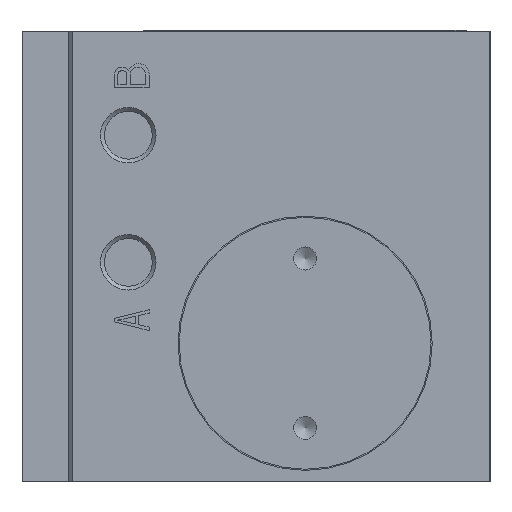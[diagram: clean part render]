
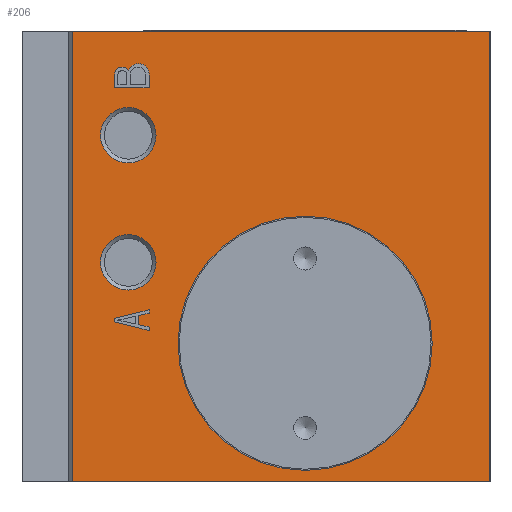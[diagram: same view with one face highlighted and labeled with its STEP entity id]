
A CAD part, left-side view. The second image highlights one B-rep face of the part: STEP entity #206.
In plain terms, the highlighted face is planar.
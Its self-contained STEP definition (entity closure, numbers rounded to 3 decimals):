
#206 = ADVANCED_FACE( '', ( #354, #355, #356, #357, #358, #359 ), #360, .F. );
#354 = FACE_BOUND( '', #733, .T. );
#355 = FACE_BOUND( '', #734, .T. );
#356 = FACE_BOUND( '', #735, .T. );
#357 = FACE_OUTER_BOUND( '', #736, .T. );
#358 = FACE_BOUND( '', #737, .T. );
#359 = FACE_BOUND( '', #738, .T. );
#360 = PLANE( '', #739 );
#733 = EDGE_LOOP( '', ( #1111, #1112, #1113, #1114, #1115 ) );
#734 = EDGE_LOOP( '', ( #1116 ) );
#735 = EDGE_LOOP( '', ( #1117 ) );
#736 = EDGE_LOOP( '', ( #1118, #1119, #1120, #1121 ) );
#737 = EDGE_LOOP( '', ( #1122 ) );
#738 = EDGE_LOOP( '', ( #1123, #1124, #1125, #1126, #1127, #1128, #1129, #1130 ) );
#739 = AXIS2_PLACEMENT_3D( '', #1131, #1132, #1133 );
#1111 = ORIENTED_EDGE( '', *, *, #2105, .F. );
#1112 = ORIENTED_EDGE( '', *, *, #2106, .F. );
#1113 = ORIENTED_EDGE( '', *, *, #2107, .F. );
#1114 = ORIENTED_EDGE( '', *, *, #2108, .F. );
#1115 = ORIENTED_EDGE( '', *, *, #2109, .F. );
#1116 = ORIENTED_EDGE( '', *, *, #2110, .T. );
#1117 = ORIENTED_EDGE( '', *, *, #2111, .F. );
#1118 = ORIENTED_EDGE( '', *, *, #2112, .T. );
#1119 = ORIENTED_EDGE( '', *, *, #2113, .F. );
#1120 = ORIENTED_EDGE( '', *, *, #2114, .F. );
#1121 = ORIENTED_EDGE( '', *, *, #2115, .T. );
#1122 = ORIENTED_EDGE( '', *, *, #2116, .F. );
#1123 = ORIENTED_EDGE( '', *, *, #2117, .T. );
#1124 = ORIENTED_EDGE( '', *, *, #2118, .T. );
#1125 = ORIENTED_EDGE( '', *, *, #2119, .T. );
#1126 = ORIENTED_EDGE( '', *, *, #2120, .T. );
#1127 = ORIENTED_EDGE( '', *, *, #2121, .T. );
#1128 = ORIENTED_EDGE( '', *, *, #2122, .T. );
#1129 = ORIENTED_EDGE( '', *, *, #2123, .T. );
#1130 = ORIENTED_EDGE( '', *, *, #2124, .T. );
#1131 = CARTESIAN_POINT( '', ( 19.5, 11.5, -50. ) );
#1132 = DIRECTION( '', ( 0., 0., 1. ) );
#1133 = DIRECTION( '', ( 1., 0., 0. ) );
#2105 = EDGE_CURVE( '', #2387, #2388, #2389, .T. );
#2106 = EDGE_CURVE( '', #2390, #2387, #2391, .T. );
#2107 = EDGE_CURVE( '', #2392, #2390, #2393, .T. );
#2108 = EDGE_CURVE( '', #2394, #2392, #2395, .T. );
#2109 = EDGE_CURVE( '', #2388, #2394, #2396, .T. );
#2110 = EDGE_CURVE( '', #2397, #2397, #2398, .T. );
#2111 = EDGE_CURVE( '', #2399, #2399, #2400, .F. );
#2112 = EDGE_CURVE( '', #2401, #2402, #2403, .T. );
#2113 = EDGE_CURVE( '', #2404, #2402, #2405, .T. );
#2114 = EDGE_CURVE( '', #2406, #2404, #2407, .T. );
#2115 = EDGE_CURVE( '', #2406, #2401, #2408, .T. );
#2116 = EDGE_CURVE( '', #2409, #2409, #2410, .F. );
#2117 = EDGE_CURVE( '', #2411, #2412, #2413, .T. );
#2118 = EDGE_CURVE( '', #2412, #2414, #2415, .T. );
#2119 = EDGE_CURVE( '', #2414, #2416, #2417, .T. );
#2120 = EDGE_CURVE( '', #2416, #2418, #2419, .T. );
#2121 = EDGE_CURVE( '', #2418, #2420, #2421, .T. );
#2122 = EDGE_CURVE( '', #2420, #2422, #2423, .T. );
#2123 = EDGE_CURVE( '', #2422, #2424, #2425, .T. );
#2124 = EDGE_CURVE( '', #2424, #2411, #2426, .T. );
#2387 = VERTEX_POINT( '', #2865 );
#2388 = VERTEX_POINT( '', #2866 );
#2389 = LINE( '', #2867, #2868 );
#2390 = VERTEX_POINT( '', #2869 );
#2391 = LINE( '', #2870, #2871 );
#2392 = VERTEX_POINT( '', #2872 );
#2393 = CIRCLE( '', #2873, 0.652 );
#2394 = VERTEX_POINT( '', #2874 );
#2395 = CIRCLE( '', #2875, 0.93 );
#2396 = LINE( '', #2876, #2877 );
#2397 = VERTEX_POINT( '', #2878 );
#2398 = CIRCLE( '', #2879, 11. );
#2399 = VERTEX_POINT( '', #2880 );
#2400 = CIRCLE( '', #2881, 2.4 );
#2401 = VERTEX_POINT( '', #2882 );
#2402 = VERTEX_POINT( '', #2883 );
#2403 = LINE( '', #2884, #2885 );
#2404 = VERTEX_POINT( '', #2886 );
#2405 = LINE( '', #2887, #2888 );
#2406 = VERTEX_POINT( '', #2889 );
#2407 = LINE( '', #2890, #2891 );
#2408 = LINE( '', #2892, #2893 );
#2409 = VERTEX_POINT( '', #2894 );
#2410 = CIRCLE( '', #2895, 2.4 );
#2411 = VERTEX_POINT( '', #2896 );
#2412 = VERTEX_POINT( '', #2897 );
#2413 = LINE( '', #2898, #2899 );
#2414 = VERTEX_POINT( '', #2900 );
#2415 = LINE( '', #2901, #2902 );
#2416 = VERTEX_POINT( '', #2903 );
#2417 = LINE( '', #2904, #2905 );
#2418 = VERTEX_POINT( '', #2906 );
#2419 = LINE( '', #2907, #2908 );
#2420 = VERTEX_POINT( '', #2909 );
#2421 = LINE( '', #2910, #2911 );
#2422 = VERTEX_POINT( '', #2912 );
#2423 = LINE( '', #2913, #2914 );
#2424 = VERTEX_POINT( '', #2915 );
#2425 = LINE( '', #2916, #2917 );
#2426 = LINE( '', #2918, #2919 );
#2865 = CARTESIAN_POINT( '', ( -14.6, 44., -50. ) );
#2866 = CARTESIAN_POINT( '', ( -14.6, 41., -50. ) );
#2867 = CARTESIAN_POINT( '', ( -14.6, 44., -50. ) );
#2868 = VECTOR( '', #3533, 1000. );
#2869 = CARTESIAN_POINT( '', ( -15.8, 44., -50. ) );
#2870 = CARTESIAN_POINT( '', ( -15.8, 44., -50. ) );
#2871 = VECTOR( '', #3534, 1000. );
#2872 = CARTESIAN_POINT( '', ( -16.1, 42.8, -50. ) );
#2873 = AXIS2_PLACEMENT_3D( '', #3535, #3536, #3537 );
#2874 = CARTESIAN_POINT( '', ( -15.8, 41., -50. ) );
#2875 = AXIS2_PLACEMENT_3D( '', #3538, #3539, #3540 );
#2876 = CARTESIAN_POINT( '', ( -14.6, 41., -50. ) );
#2877 = VECTOR( '', #3541, 1000. );
#2878 = CARTESIAN_POINT( '', ( 18.5, 27.5, -50. ) );
#2879 = AXIS2_PLACEMENT_3D( '', #3542, #3543, #3544 );
#2880 = CARTESIAN_POINT( '', ( -8.1, 42.8, -50. ) );
#2881 = AXIS2_PLACEMENT_3D( '', #3545, #3546, #3547 );
#2882 = CARTESIAN_POINT( '', ( -19.5, 11.5, -50. ) );
#2883 = CARTESIAN_POINT( '', ( -19.5, 47.6, -50. ) );
#2884 = CARTESIAN_POINT( '', ( -19.5, 11.5, -50. ) );
#2885 = VECTOR( '', #3548, 1000. );
#2886 = CARTESIAN_POINT( '', ( 19.5, 47.6, -50. ) );
#2887 = CARTESIAN_POINT( '', ( 19.5, 47.6, -50. ) );
#2888 = VECTOR( '', #3549, 1000. );
#2889 = CARTESIAN_POINT( '', ( 19.5, 11.5, -50. ) );
#2890 = CARTESIAN_POINT( '', ( 19.5, 11.5, -50. ) );
#2891 = VECTOR( '', #3550, 1000. );
#2892 = CARTESIAN_POINT( '', ( 19.5, 11.5, -50. ) );
#2893 = VECTOR( '', #3551, 1000. );
#2894 = CARTESIAN_POINT( '', ( 2.9, 42.8, -50. ) );
#2895 = AXIS2_PLACEMENT_3D( '', #3552, #3553, #3554 );
#2896 = CARTESIAN_POINT( '', ( 5.35, 44., -50. ) );
#2897 = CARTESIAN_POINT( '', ( 4.6, 41., -50. ) );
#2898 = CARTESIAN_POINT( '', ( 5.35, 44., -50. ) );
#2899 = VECTOR( '', #3555, 1000. );
#2900 = CARTESIAN_POINT( '', ( 4.9, 41., -50. ) );
#2901 = CARTESIAN_POINT( '', ( 4.6, 41., -50. ) );
#2902 = VECTOR( '', #3556, 1000. );
#2903 = CARTESIAN_POINT( '', ( 5.1, 41.9, -50. ) );
#2904 = CARTESIAN_POINT( '', ( 4.9, 41., -50. ) );
#2905 = VECTOR( '', #3557, 1000. );
#2906 = CARTESIAN_POINT( '', ( 5.9, 41.9, -50. ) );
#2907 = CARTESIAN_POINT( '', ( 5.1, 41.9, -50. ) );
#2908 = VECTOR( '', #3558, 1000. );
#2909 = CARTESIAN_POINT( '', ( 6.1, 41., -50. ) );
#2910 = CARTESIAN_POINT( '', ( 5.9, 41.9, -50. ) );
#2911 = VECTOR( '', #3559, 1000. );
#2912 = CARTESIAN_POINT( '', ( 6.4, 41., -50. ) );
#2913 = CARTESIAN_POINT( '', ( 6.1, 41., -50. ) );
#2914 = VECTOR( '', #3560, 1000. );
#2915 = CARTESIAN_POINT( '', ( 5.65, 44., -50. ) );
#2916 = CARTESIAN_POINT( '', ( 6.4, 41., -50. ) );
#2917 = VECTOR( '', #3561, 1000. );
#2918 = CARTESIAN_POINT( '', ( 5.65, 44., -50. ) );
#2919 = VECTOR( '', #3562, 1000. );
#3533 = DIRECTION( '', ( 0., -1., 0. ) );
#3534 = DIRECTION( '', ( 1., 0., 0. ) );
#3535 = CARTESIAN_POINT( '', ( -15.75, 43.35, -50. ) );
#3536 = DIRECTION( '', ( 0., 0., -1. ) );
#3537 = DIRECTION( '', ( -1., 0., 0. ) );
#3538 = CARTESIAN_POINT( '', ( -15.77, 41.93, -50. ) );
#3539 = DIRECTION( '', ( 0., 0., -1. ) );
#3540 = DIRECTION( '', ( -1., 0., 0. ) );
#3541 = DIRECTION( '', ( -1., 0., 0. ) );
#3542 = CARTESIAN_POINT( '', ( 7.5, 27.5, -50. ) );
#3543 = DIRECTION( '', ( 0., 0., 1. ) );
#3544 = DIRECTION( '', ( 1., 0., 0. ) );
#3545 = CARTESIAN_POINT( '', ( -10.5, 42.8, -50. ) );
#3546 = DIRECTION( '', ( 0., 0., 1. ) );
#3547 = DIRECTION( '', ( 1., 0., 0. ) );
#3548 = DIRECTION( '', ( 0., 1., 0. ) );
#3549 = DIRECTION( '', ( -1., 0., 0. ) );
#3550 = DIRECTION( '', ( 0., 1., 0. ) );
#3551 = DIRECTION( '', ( -1., 0., 0. ) );
#3552 = CARTESIAN_POINT( '', ( 0.5, 42.8, -50. ) );
#3553 = DIRECTION( '', ( 0., 0., 1. ) );
#3554 = DIRECTION( '', ( 1., 0., 0. ) );
#3555 = DIRECTION( '', ( -0.243, -0.97, 0. ) );
#3556 = DIRECTION( '', ( 1., 0., 0. ) );
#3557 = DIRECTION( '', ( 0.217, 0.976, 0. ) );
#3558 = DIRECTION( '', ( 1., 0., 0. ) );
#3559 = DIRECTION( '', ( 0.217, -0.976, 0. ) );
#3560 = DIRECTION( '', ( 1., 0., 0. ) );
#3561 = DIRECTION( '', ( -0.243, 0.97, 0. ) );
#3562 = DIRECTION( '', ( -1., 0., 0. ) );
